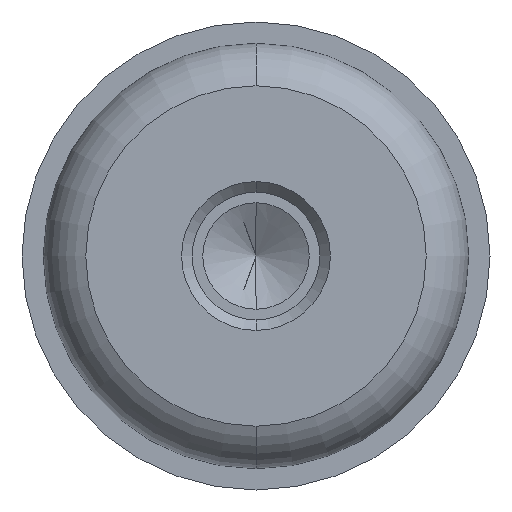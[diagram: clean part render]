
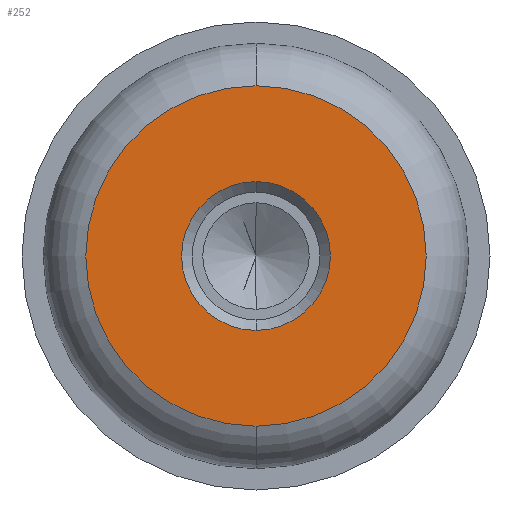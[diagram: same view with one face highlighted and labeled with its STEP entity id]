
A CAD part, front view. The second image highlights one B-rep face of the part: STEP entity #252.
In plain terms, the highlighted planar face has unit normal (0, -1, 0).
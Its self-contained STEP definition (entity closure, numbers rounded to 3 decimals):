
#24 = EDGE_CURVE ( 'NONE', #636, #610, #496, .T. ) ;
#50 = EDGE_CURVE ( 'NONE', #307, #432, #507, .T. ) ;
#59 = CIRCLE ( 'NONE', #350, 1.75 ) ;
#61 = DIRECTION ( 'NONE',  ( 0., 0., -1. ) ) ;
#76 = PLANE ( 'NONE',  #237 ) ;
#79 = DIRECTION ( 'NONE',  ( 0., -1., 0. ) ) ;
#95 = EDGE_CURVE ( 'NONE', #432, #307, #531, .T. ) ;
#118 = CARTESIAN_POINT ( 'NONE',  ( 0., -2.5, 0. ) ) ;
#122 = ORIENTED_EDGE ( 'NONE', *, *, #95, .T. ) ;
#158 = AXIS2_PLACEMENT_3D ( 'NONE', #564, #79, #378 ) ;
#160 = DIRECTION ( 'NONE',  ( 0., -1., 0. ) ) ;
#193 = EDGE_CURVE ( 'NONE', #610, #636, #59, .T. ) ;
#224 = AXIS2_PLACEMENT_3D ( 'NONE', #382, #282, #425 ) ;
#237 = AXIS2_PLACEMENT_3D ( 'NONE', #635, #696, #258 ) ;
#242 = CARTESIAN_POINT ( 'NONE',  ( 0., -2.5, -4. ) ) ;
#246 = DIRECTION ( 'NONE',  ( 0., 0., -1. ) ) ;
#252 = ADVANCED_FACE ( 'NONE', ( #611, #515 ), #76, .T. ) ;
#258 = DIRECTION ( 'NONE',  ( 0., 0., -1. ) ) ;
#275 = CARTESIAN_POINT ( 'NONE',  ( 0., -2.5, 1.75 ) ) ;
#282 = DIRECTION ( 'NONE',  ( 0., -1., 0. ) ) ;
#307 = VERTEX_POINT ( 'NONE', #630 ) ;
#329 = EDGE_LOOP ( 'NONE', ( #122, #407 ) ) ;
#350 = AXIS2_PLACEMENT_3D ( 'NONE', #403, #362, #246 ) ;
#362 = DIRECTION ( 'NONE',  ( 0., -1., 0. ) ) ;
#378 = DIRECTION ( 'NONE',  ( 0., 0., -1. ) ) ;
#382 = CARTESIAN_POINT ( 'NONE',  ( 0., -2.5, 0. ) ) ;
#403 = CARTESIAN_POINT ( 'NONE',  ( 0., -2.5, 0. ) ) ;
#407 = ORIENTED_EDGE ( 'NONE', *, *, #50, .T. ) ;
#408 = CARTESIAN_POINT ( 'NONE',  ( 0., -2.5, -1.75 ) ) ;
#425 = DIRECTION ( 'NONE',  ( 0., 0., -1. ) ) ;
#432 = VERTEX_POINT ( 'NONE', #242 ) ;
#496 = CIRCLE ( 'NONE', #158, 1.75 ) ;
#507 = CIRCLE ( 'NONE', #599, 4. ) ;
#515 = FACE_OUTER_BOUND ( 'NONE', #329, .T. ) ;
#531 = CIRCLE ( 'NONE', #224, 4. ) ;
#564 = CARTESIAN_POINT ( 'NONE',  ( 0., -2.5, 0. ) ) ;
#588 = ORIENTED_EDGE ( 'NONE', *, *, #24, .F. ) ;
#599 = AXIS2_PLACEMENT_3D ( 'NONE', #118, #160, #61 ) ;
#610 = VERTEX_POINT ( 'NONE', #408 ) ;
#611 = FACE_BOUND ( 'NONE', #642, .T. ) ;
#630 = CARTESIAN_POINT ( 'NONE',  ( 0., -2.5, 4. ) ) ;
#635 = CARTESIAN_POINT ( 'NONE',  ( 0., -2.5, 0. ) ) ;
#636 = VERTEX_POINT ( 'NONE', #275 ) ;
#642 = EDGE_LOOP ( 'NONE', ( #693, #588 ) ) ;
#693 = ORIENTED_EDGE ( 'NONE', *, *, #193, .F. ) ;
#696 = DIRECTION ( 'NONE',  ( 0., -1., 0. ) ) ;
